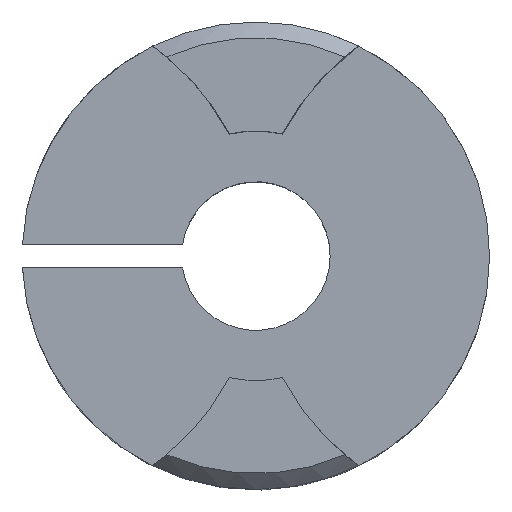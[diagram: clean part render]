
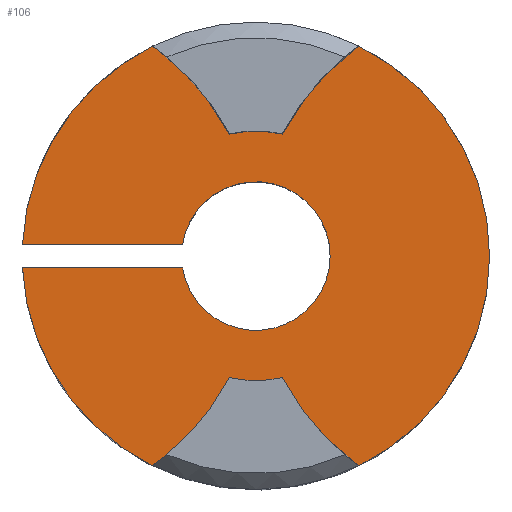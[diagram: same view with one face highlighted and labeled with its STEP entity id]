
A CAD part, top view. The second image highlights one B-rep face of the part: STEP entity #106.
In plain terms, the highlighted planar face has unit normal (0, 0, 1).
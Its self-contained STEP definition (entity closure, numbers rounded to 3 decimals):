
#1 = ORIENTED_EDGE ( 'NONE', *, *, #336, .F. ) ;
#23 = LINE ( 'NONE', #762, #933 ) ;
#33 = ORIENTED_EDGE ( 'NONE', *, *, #201, .T. ) ;
#41 = VERTEX_POINT ( 'NONE', #580 ) ;
#53 = EDGE_CURVE ( 'NONE', #235, #598, #362, .T. ) ;
#55 = VERTEX_POINT ( 'NONE', #550 ) ;
#66 = AXIS2_PLACEMENT_3D ( 'NONE', #453, #264, #128 ) ;
#68 = CARTESIAN_POINT ( 'NONE',  ( 16.383, 0., 11.303 ) ) ;
#77 = DIRECTION ( 'NONE',  ( 1., 0., 0. ) ) ;
#85 = VERTEX_POINT ( 'NONE', #400 ) ;
#86 = EDGE_CURVE ( 'NONE', #55, #828, #628, .T. ) ;
#97 = DIRECTION ( 'NONE',  ( 0., 0., 1. ) ) ;
#98 = CIRCLE ( 'NONE', #811, 4.763 ) ;
#106 = ADVANCED_FACE ( 'NONE', ( #206 ), #554, .T. ) ;
#107 = DIRECTION ( 'NONE',  ( 1., 0., 0. ) ) ;
#109 = VERTEX_POINT ( 'NONE', #538 ) ;
#115 = CARTESIAN_POINT ( 'NONE',  ( 0., 0., 11.303 ) ) ;
#116 = CARTESIAN_POINT ( 'NONE',  ( 0., 0., 11.303 ) ) ;
#125 = ORIENTED_EDGE ( 'NONE', *, *, #567, .F. ) ;
#128 = DIRECTION ( 'NONE',  ( 1., 0., 0. ) ) ;
#147 = ORIENTED_EDGE ( 'NONE', *, *, #214, .T. ) ;
#155 = CIRCLE ( 'NONE', #665, 16.637 ) ;
#161 = EDGE_LOOP ( 'NONE', ( #1015, #684, #571, #1, #417, #125, #340, #231, #666, #783, #147, #827, #33, #175 ) ) ;
#175 = ORIENTED_EDGE ( 'NONE', *, *, #622, .T. ) ;
#181 = CARTESIAN_POINT ( 'NONE',  ( -14.967, -0.762, 11.303 ) ) ;
#201 = EDGE_CURVE ( 'NONE', #696, #605, #760, .T. ) ;
#206 = FACE_OUTER_BOUND ( 'NONE', #161, .T. ) ;
#208 = CARTESIAN_POINT ( 'NONE',  ( 0., 0., 11.303 ) ) ;
#214 = EDGE_CURVE ( 'NONE', #109, #313, #496, .T. ) ;
#215 = DIRECTION ( 'NONE',  ( 0., 0., -1. ) ) ;
#231 = ORIENTED_EDGE ( 'NONE', *, *, #693, .F. ) ;
#235 = VERTEX_POINT ( 'NONE', #181 ) ;
#238 = CARTESIAN_POINT ( 'NONE',  ( 0., 0., 11.303 ) ) ;
#245 = AXIS2_PLACEMENT_3D ( 'NONE', #115, #97, #107 ) ;
#247 = DIRECTION ( 'NONE',  ( 0., 0., 1. ) ) ;
#249 = CIRCLE ( 'NONE', #66, 8.001 ) ;
#254 = CIRCLE ( 'NONE', #1001, 14.986 ) ;
#264 = DIRECTION ( 'NONE',  ( 0., 0., -1. ) ) ;
#270 = CARTESIAN_POINT ( 'NONE',  ( -1.698, 7.819, 11.303 ) ) ;
#279 = CARTESIAN_POINT ( 'NONE',  ( -6.598, -13.455, 11.303 ) ) ;
#287 = DIRECTION ( 'NONE',  ( 1., 0., 0. ) ) ;
#291 = DIRECTION ( 'NONE',  ( 1., 0., 0. ) ) ;
#299 = CARTESIAN_POINT ( 'NONE',  ( -6.598, 13.455, 11.303 ) ) ;
#303 = VERTEX_POINT ( 'NONE', #989 ) ;
#309 = CIRCLE ( 'NONE', #245, 8.001 ) ;
#313 = VERTEX_POINT ( 'NONE', #1006 ) ;
#325 = AXIS2_PLACEMENT_3D ( 'NONE', #1011, #1013, #1018 ) ;
#336 = EDGE_CURVE ( 'NONE', #235, #303, #23, .T. ) ;
#340 = ORIENTED_EDGE ( 'NONE', *, *, #726, .F. ) ;
#341 = EDGE_CURVE ( 'NONE', #85, #109, #498, .T. ) ;
#344 = DIRECTION ( 'NONE',  ( 1., 0., 0. ) ) ;
#355 = DIRECTION ( 'NONE',  ( 0., 0., 1. ) ) ;
#362 = CIRCLE ( 'NONE', #401, 14.986 ) ;
#370 = EDGE_CURVE ( 'NONE', #828, #653, #968, .T. ) ;
#384 = AXIS2_PLACEMENT_3D ( 'NONE', #68, #386, #77 ) ;
#386 = DIRECTION ( 'NONE',  ( 0., 0., 1. ) ) ;
#400 = CARTESIAN_POINT ( 'NONE',  ( 14.986, 0., 11.303 ) ) ;
#401 = AXIS2_PLACEMENT_3D ( 'NONE', #238, #247, #287 ) ;
#417 = ORIENTED_EDGE ( 'NONE', *, *, #53, .T. ) ;
#431 = CIRCLE ( 'NONE', #996, 16.637 ) ;
#439 = EDGE_CURVE ( 'NONE', #793, #85, #931, .T. ) ;
#453 = CARTESIAN_POINT ( 'NONE',  ( 0., 0., 11.303 ) ) ;
#456 = DIRECTION ( 'NONE',  ( 0., 0., 1. ) ) ;
#478 = CARTESIAN_POINT ( 'NONE',  ( 0., 0., 11.303 ) ) ;
#484 = DIRECTION ( 'NONE',  ( 0., 0., 1. ) ) ;
#491 = DIRECTION ( 'NONE',  ( 1., 0., 0. ) ) ;
#496 = CIRCLE ( 'NONE', #384, 16.637 ) ;
#498 = CIRCLE ( 'NONE', #716, 14.986 ) ;
#517 = CARTESIAN_POINT ( 'NONE',  ( 0., 0., 11.303 ) ) ;
#528 = DIRECTION ( 'NONE',  ( 1., 0., 0. ) ) ;
#536 = CARTESIAN_POINT ( 'NONE',  ( 8.192, 0., 11.303 ) ) ;
#537 = CARTESIAN_POINT ( 'NONE',  ( -1.698, -7.819, 11.303 ) ) ;
#538 = CARTESIAN_POINT ( 'NONE',  ( 6.598, 13.455, 11.303 ) ) ;
#547 = EDGE_CURVE ( 'NONE', #313, #696, #309, .T. ) ;
#550 = CARTESIAN_POINT ( 'NONE',  ( 4.763, 0., 11.303 ) ) ;
#554 = PLANE ( 'NONE',  #954 ) ;
#563 = DIRECTION ( 'NONE',  ( 1., 0., 0. ) ) ;
#567 = EDGE_CURVE ( 'NONE', #956, #598, #155, .T. ) ;
#571 = ORIENTED_EDGE ( 'NONE', *, *, #576, .F. ) ;
#576 = EDGE_CURVE ( 'NONE', #303, #55, #98, .T. ) ;
#580 = CARTESIAN_POINT ( 'NONE',  ( 1.698, -7.819, 11.303 ) ) ;
#598 = VERTEX_POINT ( 'NONE', #279 ) ;
#605 = VERTEX_POINT ( 'NONE', #299 ) ;
#612 = VECTOR ( 'NONE', #856, 1000. ) ;
#615 = CARTESIAN_POINT ( 'NONE',  ( 0., 0., 11.303 ) ) ;
#622 = EDGE_CURVE ( 'NONE', #605, #653, #254, .T. ) ;
#628 = CIRCLE ( 'NONE', #757, 4.763 ) ;
#653 = VERTEX_POINT ( 'NONE', #774 ) ;
#665 = AXIS2_PLACEMENT_3D ( 'NONE', #885, #887, #891 ) ;
#666 = ORIENTED_EDGE ( 'NONE', *, *, #439, .T. ) ;
#684 = ORIENTED_EDGE ( 'NONE', *, *, #86, .F. ) ;
#693 = EDGE_CURVE ( 'NONE', #793, #41, #431, .T. ) ;
#696 = VERTEX_POINT ( 'NONE', #270 ) ;
#706 = DIRECTION ( 'NONE',  ( 0., 0., 1. ) ) ;
#716 = AXIS2_PLACEMENT_3D ( 'NONE', #208, #969, #927 ) ;
#726 = EDGE_CURVE ( 'NONE', #41, #956, #249, .T. ) ;
#733 = DIRECTION ( 'NONE',  ( 1., 0., 0. ) ) ;
#741 = DIRECTION ( 'NONE',  ( 0., 0., 1. ) ) ;
#746 = DIRECTION ( 'NONE',  ( 1., 0., 0. ) ) ;
#757 = AXIS2_PLACEMENT_3D ( 'NONE', #478, #484, #491 ) ;
#760 = CIRCLE ( 'NONE', #325, 16.637 ) ;
#762 = CARTESIAN_POINT ( 'NONE',  ( -14.967, -0.762, 11.303 ) ) ;
#774 = CARTESIAN_POINT ( 'NONE',  ( -14.967, 0.762, 11.303 ) ) ;
#783 = ORIENTED_EDGE ( 'NONE', *, *, #341, .T. ) ;
#793 = VERTEX_POINT ( 'NONE', #796 ) ;
#796 = CARTESIAN_POINT ( 'NONE',  ( 6.598, -13.455, 11.303 ) ) ;
#811 = AXIS2_PLACEMENT_3D ( 'NONE', #116, #355, #733 ) ;
#827 = ORIENTED_EDGE ( 'NONE', *, *, #547, .T. ) ;
#828 = VERTEX_POINT ( 'NONE', #871 ) ;
#856 = DIRECTION ( 'NONE',  ( -1., 0., 0. ) ) ;
#871 = CARTESIAN_POINT ( 'NONE',  ( -4.701, 0.762, 11.303 ) ) ;
#885 = CARTESIAN_POINT ( 'NONE',  ( -16.383, 0., 11.303 ) ) ;
#887 = DIRECTION ( 'NONE',  ( 0., 0., -1. ) ) ;
#891 = DIRECTION ( 'NONE',  ( 1., 0., 0. ) ) ;
#909 = AXIS2_PLACEMENT_3D ( 'NONE', #615, #741, #746 ) ;
#922 = CARTESIAN_POINT ( 'NONE',  ( -4.701, 0.762, 11.303 ) ) ;
#927 = DIRECTION ( 'NONE',  ( 1., 0., 0. ) ) ;
#931 = CIRCLE ( 'NONE', #909, 14.986 ) ;
#933 = VECTOR ( 'NONE', #528, 1000. ) ;
#944 = CARTESIAN_POINT ( 'NONE',  ( 16.383, 0., 11.303 ) ) ;
#954 = AXIS2_PLACEMENT_3D ( 'NONE', #536, #456, #563 ) ;
#956 = VERTEX_POINT ( 'NONE', #537 ) ;
#968 = LINE ( 'NONE', #922, #612 ) ;
#969 = DIRECTION ( 'NONE',  ( 0., 0., 1. ) ) ;
#989 = CARTESIAN_POINT ( 'NONE',  ( -4.701, -0.762, 11.303 ) ) ;
#996 = AXIS2_PLACEMENT_3D ( 'NONE', #944, #215, #291 ) ;
#1001 = AXIS2_PLACEMENT_3D ( 'NONE', #517, #706, #344 ) ;
#1006 = CARTESIAN_POINT ( 'NONE',  ( 1.698, 7.819, 11.303 ) ) ;
#1011 = CARTESIAN_POINT ( 'NONE',  ( -16.383, 0., 11.303 ) ) ;
#1013 = DIRECTION ( 'NONE',  ( 0., 0., 1. ) ) ;
#1015 = ORIENTED_EDGE ( 'NONE', *, *, #370, .F. ) ;
#1018 = DIRECTION ( 'NONE',  ( 1., 0., 0. ) ) ;
